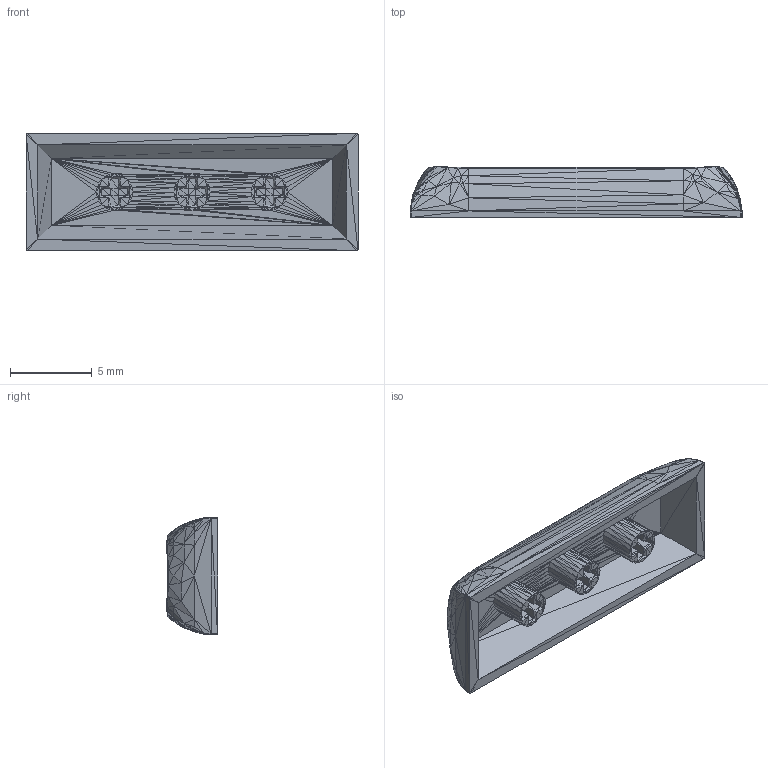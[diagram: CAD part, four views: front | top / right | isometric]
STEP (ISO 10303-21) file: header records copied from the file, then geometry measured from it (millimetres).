
FILE_DESCRIPTION(('FreeCAD Model'),'2;1');
FILE_NAME('Open CASCADE Shape Model','2022-02-09T14:54:55',('Author'),( ''),'Open CASCADE STEP processor 7.5','FreeCAD','Unknown');
FILE_SCHEMA(('AUTOMOTIVE_DESIGN { 1 0 10303 214 1 1 1 1 }'));
Length unit declared in the file: millimetre
Products named in the file (1): DSA_2_75u001
Bounding box: 20.26 x 3.11 x 7.17 mm (x, y, z)
Surface area: 556.1 mm2 (no closed solid volume)
Topology: 0 solids, 1 shells, 1130 faces, 1695 edges, 567 vertices
Faces by surface type: plane 1130
Entity records: 22069 total; most frequent: DIRECTION 3957, CARTESIAN_POINT 3393, ORIENTED_EDGE 3390, EDGE_CURVE 1695, LINE 1695, VECTOR 1695, AXIS2_PLACEMENT_3D 1131, ADVANCED_FACE 1130
